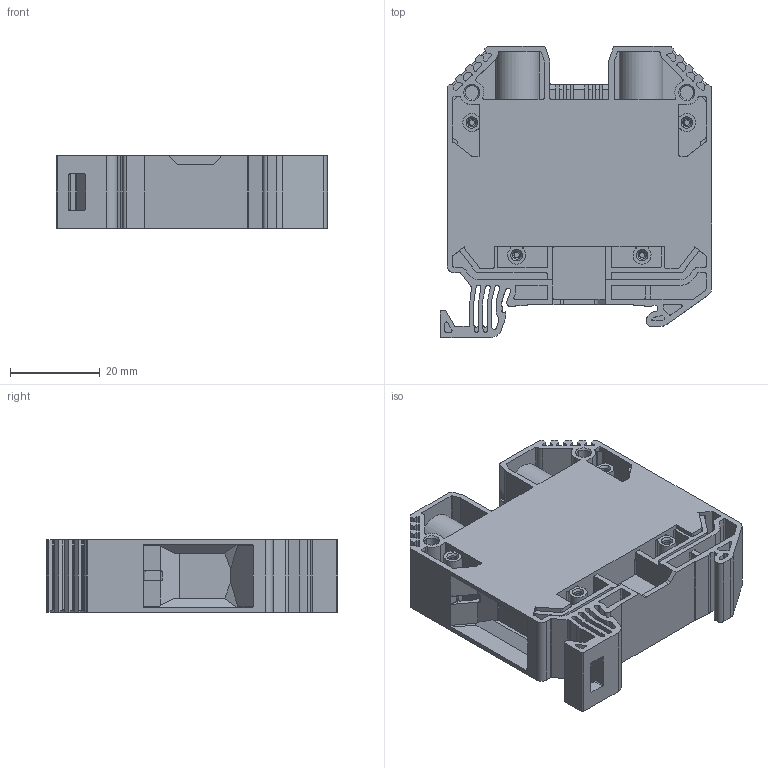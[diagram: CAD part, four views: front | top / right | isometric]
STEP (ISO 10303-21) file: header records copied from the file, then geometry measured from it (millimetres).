
FILE_DESCRIPTION((''),'2;1');
FILE_NAME('SRK350ISO_2A','2013-11-04T',('Andreas Nolte'),(''),'PRO/ENGINEER BY PARAMETRIC TECHNOLOGY CORPORATION, 2013130','PRO/ENGINEER BY PARAMETRIC TECHNOLOGY CORPORATION, 2013130','');
FILE_SCHEMA(('CONFIG_CONTROL_DESIGN'));
Length unit declared in the file: millimetre
Products named in the file (1): SRK350ISO_2A
Bounding box: 60.5 x 65 x 16.1 mm (x, y, z)
Volume: 35031.3 mm3; surface area: 20712.3 mm2
Topology: 1 solids, 1 shells, 872 faces, 2414 edges, 1576 vertices
Faces by surface type: plane 464, cylinder 356, torus 30, cone 20, extrusion 2
Entity records: 28533 total; most frequent: CARTESIAN_POINT 5783, ORIENTED_EDGE 4828, DIRECTION 4726, EDGE_CURVE 2414, VECTOR 1610, LINE 1608, VERTEX_POINT 1576, AXIS2_PLACEMENT_3D 1558
